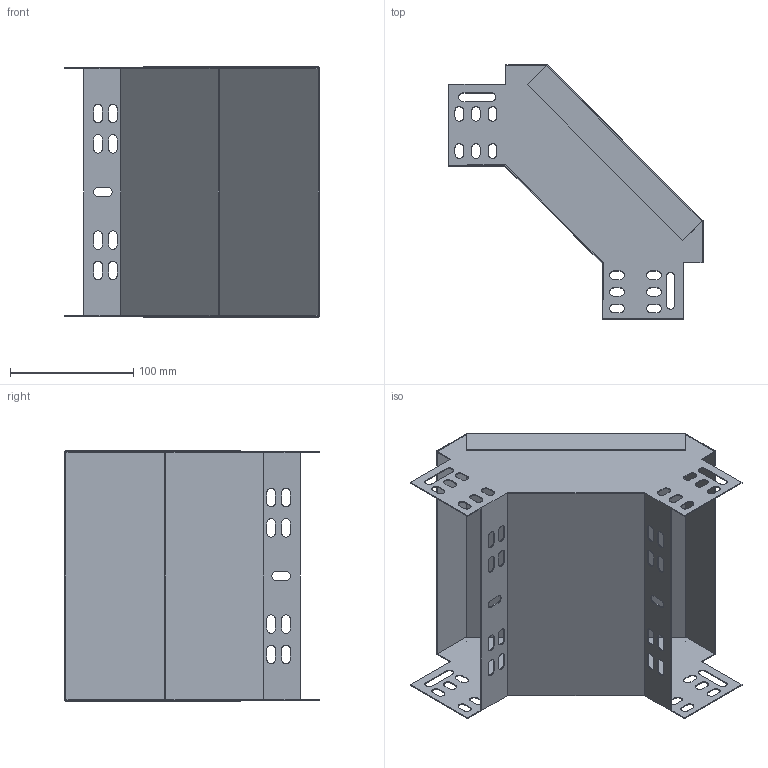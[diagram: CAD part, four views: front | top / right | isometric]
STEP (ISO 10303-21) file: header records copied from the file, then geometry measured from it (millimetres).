
FILE_DESCRIPTION (( 'STEP AP203' ), '1' );
FILE_NAME ('CLP1N-080-200-M-HDZ Ïîâîðîò íà 90 ãð. âåðòèêàëüíûé âíåøíèé 80õ200 IEK HDZ.STEP', '2016-02-19T11:47:55', ( '' ), ( '' ), 'SwSTEP 2.0', 'SolidWorks 2014', '' );
FILE_SCHEMA (( 'CONFIG_CONTROL_DESIGN' ));
Length unit declared in the file: millimetre
Products named in the file (1): CLP1N-080-200-M-HDZ Ïîâîðîò íà 90 ãð. âåðòèêàëüíûé âíåøíèé 80õ200 IEK HDZ
Bounding box: 206.21 x 206.21 x 203.2 mm (x, y, z)
Volume: 102925.3 mm3; surface area: 260646.2 mm2
Topology: 2 solids, 2 shells, 250 faces, 718 edges, 472 vertices
Faces by surface type: plane 156, cylinder 94
Entity records: 8429 total; most frequent: CARTESIAN_POINT 1441, ORIENTED_EDGE 1436, DIRECTION 1408, EDGE_CURVE 718, LINE 530, VECTOR 530, VERTEX_POINT 472, AXIS2_PLACEMENT_3D 439
